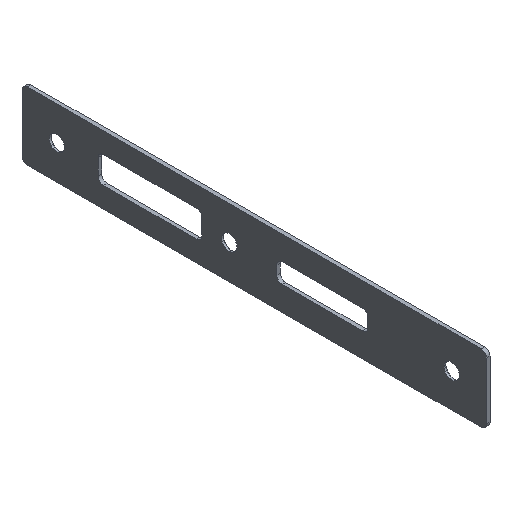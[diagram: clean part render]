
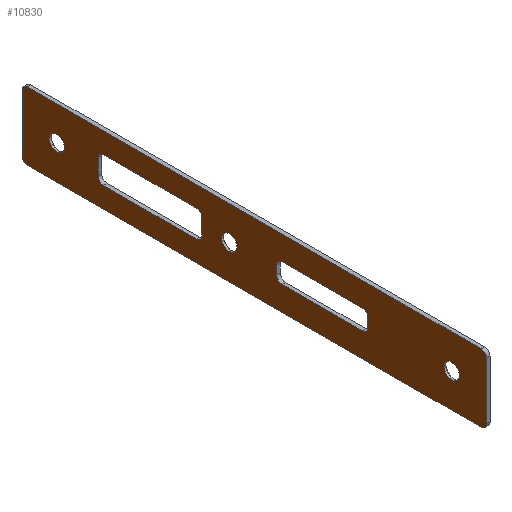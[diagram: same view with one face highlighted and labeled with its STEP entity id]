
A CAD part, isometric view. The second image highlights one B-rep face of the part: STEP entity #10830.
In plain terms, the highlighted planar face has unit normal (-1, 0, 0).
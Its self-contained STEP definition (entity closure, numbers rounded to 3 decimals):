
#200=CARTESIAN_POINT('',(0.,-4.5,-47.375));
#210=VERTEX_POINT('',#200);
#240=CARTESIAN_POINT('',(0.,0.,-47.375));
#250=DIRECTION('',(0.,1.,0.));
#260=VECTOR('',#250,1.);
#270=LINE('',#240,#260);
#280=CARTESIAN_POINT('',(0.,4.5,-47.375));
#290=VERTEX_POINT('',#280);
#300=EDGE_CURVE('',#210,#290,#270,.T.);
#590=CARTESIAN_POINT('',(0.,-7.5,-44.375));
#600=VERTEX_POINT('',#590);
#630=CARTESIAN_POINT('',(0.,-4.5,-44.375));
#640=DIRECTION('',(1.,0.,0.));
#650=DIRECTION('',(0.,-1.,0.));
#660=AXIS2_PLACEMENT_3D('',#630,#640,#650);
#670=CIRCLE('',#660,3.);
#680=EDGE_CURVE('',#600,#210,#670,.T.);
#910=CARTESIAN_POINT('',(0.,-7.5,7.625));
#920=VERTEX_POINT('',#910);
#950=CARTESIAN_POINT('',(0.,-7.5,1.625));
#960=DIRECTION('',(0.,0.,-1.));
#970=VECTOR('',#960,1.);
#980=LINE('',#950,#970);
#990=EDGE_CURVE('',#920,#600,#980,.T.);
#1230=CARTESIAN_POINT('',(0.,-4.5,10.625));
#1240=VERTEX_POINT('',#1230);
#1270=CARTESIAN_POINT('',(0.,-4.5,7.625));
#1280=DIRECTION('',(1.,0.,0.));
#1290=DIRECTION('',(0.,-1.,0.));
#1300=AXIS2_PLACEMENT_3D('',#1270,#1280,#1290);
#1310=CIRCLE('',#1300,3.);
#1320=EDGE_CURVE('',#1240,#920,#1310,.T.);
#1550=CARTESIAN_POINT('',(0.,4.5,10.625));
#1560=VERTEX_POINT('',#1550);
#1590=CARTESIAN_POINT('',(0.,0.,10.625));
#1600=DIRECTION('',(0.,-1.,0.));
#1610=VECTOR('',#1600,1.);
#1620=LINE('',#1590,#1610);
#1630=EDGE_CURVE('',#1560,#1240,#1620,.T.);
#1870=CARTESIAN_POINT('',(0.,7.5,7.625));
#1880=VERTEX_POINT('',#1870);
#1910=CARTESIAN_POINT('',(0.,4.5,7.625));
#1920=DIRECTION('',(1.,0.,0.));
#1930=DIRECTION('',(0.,-1.,0.));
#1940=AXIS2_PLACEMENT_3D('',#1910,#1920,#1930);
#1950=CIRCLE('',#1940,3.);
#1960=EDGE_CURVE('',#1880,#1560,#1950,.T.);
#2190=CARTESIAN_POINT('',(0.,7.5,-44.375));
#2200=VERTEX_POINT('',#2190);
#2230=CARTESIAN_POINT('',(0.,7.5,1.625));
#2240=DIRECTION('',(0.,0.,1.));
#2250=VECTOR('',#2240,1.);
#2260=LINE('',#2230,#2250);
#2270=EDGE_CURVE('',#2200,#1880,#2260,.T.);
#2460=CARTESIAN_POINT('',(0.,4.5,-44.375));
#2470=DIRECTION('',(1.,0.,0.));
#2480=DIRECTION('',(0.,-1.,0.));
#2490=AXIS2_PLACEMENT_3D('',#2460,#2470,#2480);
#2500=CIRCLE('',#2490,3.);
#2510=EDGE_CURVE('',#290,#2200,#2500,.T.);
#2760=CARTESIAN_POINT('',(0.,2.5,-89.4));
#2770=VERTEX_POINT('',#2760);
#2800=CARTESIAN_POINT('',(0.,0.,-89.4));
#2810=DIRECTION('',(0.,-1.,0.));
#2820=VECTOR('',#2810,1.);
#2830=LINE('',#2800,#2820);
#2840=CARTESIAN_POINT('',(0.,-2.5,-89.4));
#2850=VERTEX_POINT('',#2840);
#2860=EDGE_CURVE('',#2770,#2850,#2830,.T.);
#3020=CARTESIAN_POINT('',(0.,0.,-140.4));
#3030=DIRECTION('',(0.,1.,0.));
#3040=VECTOR('',#3030,1.);
#3050=LINE('',#3020,#3040);
#3060=CARTESIAN_POINT('',(0.,-2.5,-140.4));
#3070=VERTEX_POINT('',#3060);
#3080=CARTESIAN_POINT('',(0.,2.5,-140.4));
#3090=VERTEX_POINT('',#3080);
#3100=EDGE_CURVE('',#3070,#3090,#3050,.T.);
#3420=CARTESIAN_POINT('',(0.,-16.,-203.75));
#3430=DIRECTION('',(-1.,0.,0.));
#3440=DIRECTION('',(0.,1.,0.));
#3450=AXIS2_PLACEMENT_3D('',#3420,#3430,#3440);
#3460=CIRCLE('',#3450,3.);
#3470=CARTESIAN_POINT('',(0.,-16.,-206.75));
#3480=VERTEX_POINT('',#3470);
#3490=CARTESIAN_POINT('',(0.,-19.,-203.75));
#3500=VERTEX_POINT('',#3490);
#3510=EDGE_CURVE('',#3480,#3500,#3460,.T.);
#4410=CARTESIAN_POINT('',(0.,19.,-203.75));
#4420=VERTEX_POINT('',#4410);
#4450=CARTESIAN_POINT('',(0.,16.,-203.75));
#4460=DIRECTION('',(1.,0.,0.));
#4470=DIRECTION('',(0.,-1.,0.));
#4480=AXIS2_PLACEMENT_3D('',#4450,#4460,#4470);
#4490=CIRCLE('',#4480,3.);
#4500=CARTESIAN_POINT('',(0.,16.,-206.75));
#4510=VERTEX_POINT('',#4500);
#4520=EDGE_CURVE('',#4510,#4420,#4490,.T.);
#4800=CARTESIAN_POINT('',(0.,19.,50.25));
#4810=VERTEX_POINT('',#4800);
#4840=CARTESIAN_POINT('',(0.,19.,0.));
#4850=DIRECTION('',(0.,0.,-1.));
#4860=VECTOR('',#4850,1.);
#4870=LINE('',#4840,#4860);
#4880=EDGE_CURVE('',#4810,#4420,#4870,.T.);
#5030=CARTESIAN_POINT('',(0.,0.,-67.));
#5040=VERTEX_POINT('',#5030);
#5120=CARTESIAN_POINT('',(0.,0.,-58.5));
#5130=VERTEX_POINT('',#5120);
#5160=CARTESIAN_POINT('',(0.,0.,-62.75));
#5170=DIRECTION('',(1.,0.,0.));
#5180=DIRECTION('',(0.,0.,-1.));
#5190=AXIS2_PLACEMENT_3D('',#5160,#5170,#5180);
#5200=CIRCLE('',#5190,4.25);
#5210=EDGE_CURVE('',#5130,#5040,#5200,.T.);
#5310=CARTESIAN_POINT('',(0.,0.,53.25));
#5320=DIRECTION('',(0.,-1.,0.));
#5330=VECTOR('',#5320,1.);
#5340=LINE('',#5310,#5330);
#5350=CARTESIAN_POINT('',(0.,16.,53.25));
#5360=VERTEX_POINT('',#5350);
#5370=CARTESIAN_POINT('',(0.,-16.,53.25));
#5380=VERTEX_POINT('',#5370);
#5390=EDGE_CURVE('',#5360,#5380,#5340,.T.);
#5710=CARTESIAN_POINT('',(0.,0.,-206.75));
#5720=DIRECTION('',(0.,1.,0.));
#5730=VECTOR('',#5720,1.);
#5740=LINE('',#5710,#5730);
#5750=EDGE_CURVE('',#3480,#4510,#5740,.T.);
#5930=CARTESIAN_POINT('',(0.,-19.,0.));
#5940=DIRECTION('',(0.,0.,-1.));
#5950=VECTOR('',#5940,1.);
#5960=LINE('',#5930,#5950);
#5970=CARTESIAN_POINT('',(0.,-19.,50.25));
#5980=VERTEX_POINT('',#5970);
#5990=EDGE_CURVE('',#5980,#3500,#5960,.T.);
#6720=CARTESIAN_POINT('',(0.,0.,29.5));
#6730=VERTEX_POINT('',#6720);
#6890=CARTESIAN_POINT('',(0.,0.,38.));
#6900=VERTEX_POINT('',#6890);
#6930=CARTESIAN_POINT('',(0.,0.,33.75));
#6940=DIRECTION('',(1.,0.,0.));
#6950=DIRECTION('',(0.,0.,-1.));
#6960=AXIS2_PLACEMENT_3D('',#6930,#6940,#6950);
#6970=CIRCLE('',#6960,4.25);
#6980=EDGE_CURVE('',#6900,#6730,#6970,.T.);
#7440=CARTESIAN_POINT('',(0.,0.,-191.5));
#7450=VERTEX_POINT('',#7440);
#7530=CARTESIAN_POINT('',(0.,0.,-183.));
#7540=VERTEX_POINT('',#7530);
#7570=CARTESIAN_POINT('',(0.,0.,-187.25));
#7580=DIRECTION('',(1.,0.,0.));
#7590=DIRECTION('',(0.,0.,-1.));
#7600=AXIS2_PLACEMENT_3D('',#7570,#7580,#7590);
#7610=CIRCLE('',#7600,4.25);
#7620=EDGE_CURVE('',#7540,#7450,#7610,.T.);
#7720=CARTESIAN_POINT('',(0.,16.,50.25));
#7730=DIRECTION('',(1.,0.,0.));
#7740=DIRECTION('',(0.,-1.,0.));
#7750=AXIS2_PLACEMENT_3D('',#7720,#7730,#7740);
#7760=CIRCLE('',#7750,3.);
#7770=EDGE_CURVE('',#4810,#5360,#7760,.T.);
#8040=CARTESIAN_POINT('',(0.,-16.,50.25));
#8050=DIRECTION('',(-1.,0.,0.));
#8060=DIRECTION('',(0.,1.,0.));
#8070=AXIS2_PLACEMENT_3D('',#8040,#8050,#8060);
#8080=CIRCLE('',#8070,3.);
#8090=EDGE_CURVE('',#5980,#5380,#8080,.T.);
#8340=EDGE_CURVE('',#5040,#5130,#5200,.T.);
#8750=EDGE_CURVE('',#6730,#6900,#6970,.T.);
#8880=EDGE_CURVE('',#7450,#7540,#7610,.T.);
#9150=CARTESIAN_POINT('',(0.,5.5,-137.4));
#9160=VERTEX_POINT('',#9150);
#9190=CARTESIAN_POINT('',(0.,5.5,2.1));
#9200=DIRECTION('',(0.,0.,1.));
#9210=VECTOR('',#9200,1.);
#9220=LINE('',#9190,#9210);
#9230=CARTESIAN_POINT('',(0.,5.5,-92.4));
#9240=VERTEX_POINT('',#9230);
#9250=EDGE_CURVE('',#9160,#9240,#9220,.T.);
#9490=CARTESIAN_POINT('',(0.,2.5,-137.4));
#9500=DIRECTION('',(-1.,0.,0.));
#9510=DIRECTION('',(0.,1.,0.));
#9520=AXIS2_PLACEMENT_3D('',#9490,#9500,#9510);
#9530=CIRCLE('',#9520,3.);
#9540=EDGE_CURVE('',#9160,#3090,#9530,.T.);
#9650=CARTESIAN_POINT('',(0.,2.5,-92.4));
#9660=DIRECTION('',(-1.,0.,0.));
#9670=DIRECTION('',(0.,1.,0.));
#9680=AXIS2_PLACEMENT_3D('',#9650,#9660,#9670);
#9690=CIRCLE('',#9680,3.);
#9700=EDGE_CURVE('',#2770,#9240,#9690,.T.);
#9890=CARTESIAN_POINT('',(0.,-5.5,2.1));
#9900=DIRECTION('',(0.,0.,-1.));
#9910=VECTOR('',#9900,1.);
#9920=LINE('',#9890,#9910);
#9930=CARTESIAN_POINT('',(0.,-5.5,-92.4));
#9940=VERTEX_POINT('',#9930);
#9950=CARTESIAN_POINT('',(0.,-5.5,-137.4));
#9960=VERTEX_POINT('',#9950);
#9970=EDGE_CURVE('',#9940,#9960,#9920,.T.);
#10240=CARTESIAN_POINT('',(0.,-7.5,-91.5));
#10250=DIRECTION('',(-1.,0.,0.));
#10260=DIRECTION('',(0.,1.,0.));
#10270=AXIS2_PLACEMENT_3D('',#10240,#10250,#10260);
#10280=PLANE('',#10270);
#10290=ORIENTED_EDGE('',*,*,#300,.T.);
#10300=ORIENTED_EDGE('',*,*,#680,.T.);
#10310=ORIENTED_EDGE('',*,*,#990,.T.);
#10320=ORIENTED_EDGE('',*,*,#1320,.T.);
#10330=ORIENTED_EDGE('',*,*,#1630,.T.);
#10340=ORIENTED_EDGE('',*,*,#1960,.T.);
#10350=ORIENTED_EDGE('',*,*,#2270,.T.);
#10360=ORIENTED_EDGE('',*,*,#2510,.T.);
#10370=EDGE_LOOP('',(#10360,#10350,#10340,#10330,#10320,#10310,#10300,
#10290));
#10380=FACE_BOUND('',#10370,.T.);
#10390=ORIENTED_EDGE('',*,*,#8750,.T.);
#10400=ORIENTED_EDGE('',*,*,#6980,.T.);
#10410=EDGE_LOOP('',(#10400,#10390));
#10420=FACE_BOUND('',#10410,.T.);
#10430=ORIENTED_EDGE('',*,*,#8880,.T.);
#10440=ORIENTED_EDGE('',*,*,#7620,.T.);
#10450=EDGE_LOOP('',(#10440,#10430));
#10460=FACE_BOUND('',#10450,.T.);
#10470=ORIENTED_EDGE('',*,*,#8340,.T.);
#10480=ORIENTED_EDGE('',*,*,#5210,.T.);
#10490=EDGE_LOOP('',(#10480,#10470));
#10500=FACE_BOUND('',#10490,.T.);
#10510=CARTESIAN_POINT('',(0.,-2.5,-137.4));
#10520=DIRECTION('',(1.,0.,0.));
#10530=DIRECTION('',(0.,-1.,0.));
#10540=AXIS2_PLACEMENT_3D('',#10510,#10520,#10530);
#10550=CIRCLE('',#10540,3.);
#10560=EDGE_CURVE('',#9960,#3070,#10550,.T.);
#10570=ORIENTED_EDGE('',*,*,#10560,.T.);
#10580=ORIENTED_EDGE('',*,*,#9970,.T.);
#10590=CARTESIAN_POINT('',(0.,-2.5,-92.4));
#10600=DIRECTION('',(1.,0.,0.));
#10610=DIRECTION('',(0.,-1.,0.));
#10620=AXIS2_PLACEMENT_3D('',#10590,#10600,#10610);
#10630=CIRCLE('',#10620,3.);
#10640=EDGE_CURVE('',#2850,#9940,#10630,.T.);
#10650=ORIENTED_EDGE('',*,*,#10640,.T.);
#10660=ORIENTED_EDGE('',*,*,#2860,.T.);
#10670=ORIENTED_EDGE('',*,*,#9700,.F.);
#10680=ORIENTED_EDGE('',*,*,#9250,.T.);
#10690=ORIENTED_EDGE('',*,*,#9540,.F.);
#10700=ORIENTED_EDGE('',*,*,#3100,.T.);
#10710=EDGE_LOOP('',(#10700,#10690,#10680,#10670,#10660,#10650,#10580,
#10570));
#10720=FACE_BOUND('',#10710,.T.);
#10730=ORIENTED_EDGE('',*,*,#4520,.F.);
#10740=ORIENTED_EDGE('',*,*,#4880,.T.);
#10750=ORIENTED_EDGE('',*,*,#7770,.F.);
#10760=ORIENTED_EDGE('',*,*,#5390,.F.);
#10770=ORIENTED_EDGE('',*,*,#8090,.T.);
#10780=ORIENTED_EDGE('',*,*,#5990,.F.);
#10790=ORIENTED_EDGE('',*,*,#3510,.T.);
#10800=ORIENTED_EDGE('',*,*,#5750,.F.);
#10810=EDGE_LOOP('',(#10800,#10790,#10780,#10770,#10760,#10750,#10740,
#10730));
#10820=FACE_OUTER_BOUND('',#10810,.T.);
#10830=ADVANCED_FACE('',(#10380,#10420,#10460,#10500,#10720,#10820),
#10280,.T.);
